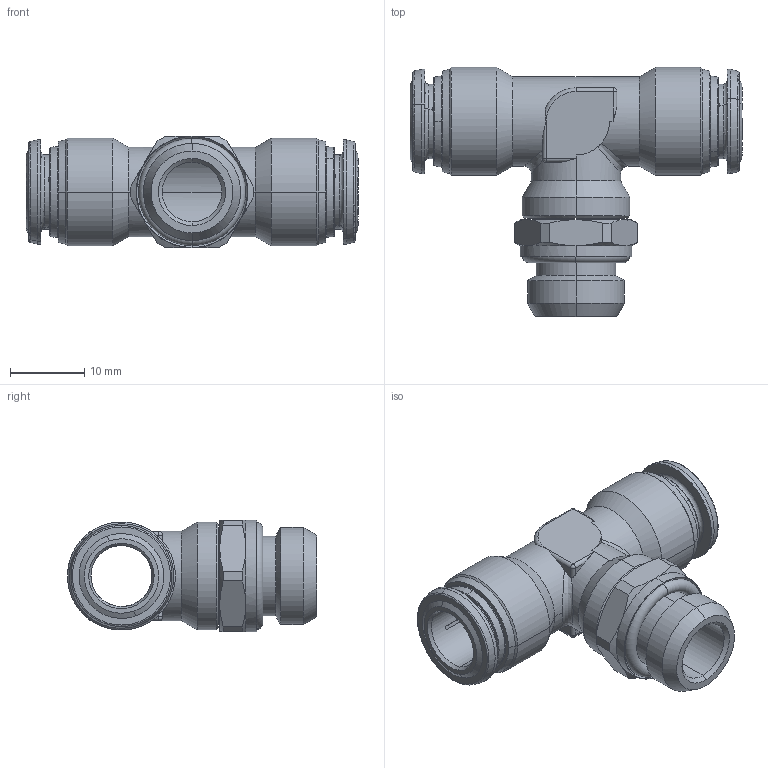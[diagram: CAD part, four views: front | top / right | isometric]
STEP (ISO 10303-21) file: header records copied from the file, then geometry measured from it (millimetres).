
FILE_DESCRIPTION (( 'STEP AP214' ), '1' );
FILE_NAME ('PT08-G02_ICK.STEP', '2018-09-03T13:53:38', ( '' ), ( '' ), 'SwSTEP 2.0', 'SolidWorks 2018', '' );
FILE_SCHEMA (( 'AUTOMOTIVE_DESIGN' ));
Length unit declared in the file: millimetre
Products named in the file (1): PT08-G02_ICK
Bounding box: 44.6 x 33.45 x 15 mm (x, y, z)
Surface area: 5062.1 mm2 (no closed solid volume)
Topology: 0 solids, 10 shells, 214 faces, 609 edges, 381 vertices
Faces by surface type: cylinder 72, cone 60, plane 51, torus 24, sphere 4, bspline 3
Entity records: 10989 total; most frequent: CARTESIAN_POINT 6425, ORIENTED_EDGE 1056, EDGE_CURVE 605, B_SPLINE_CURVE_WITH_KNOTS 604, DIRECTION 424, VERTEX_POINT 381, EDGE_LOOP 229, FACE_OUTER_BOUND 214
